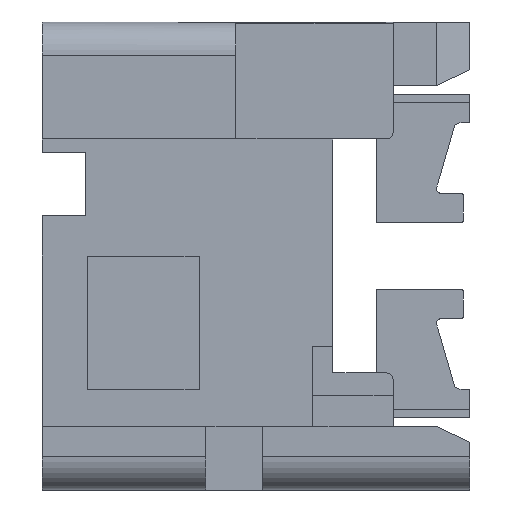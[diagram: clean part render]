
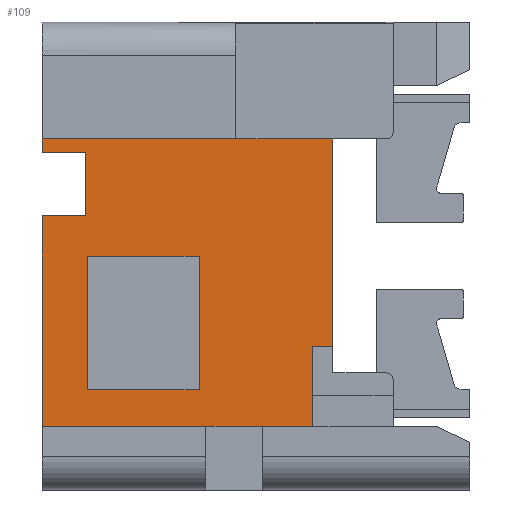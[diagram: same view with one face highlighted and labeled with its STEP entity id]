
A CAD part, left-side view. The second image highlights one B-rep face of the part: STEP entity #109.
In plain terms, the highlighted planar face has unit normal (-1, 0, 0).
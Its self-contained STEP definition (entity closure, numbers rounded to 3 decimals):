
#109=ADVANCED_FACE('',(#1847,#1848),#1979,.T.);
#1847=FACE_OUTER_BOUND('',#1849,.T.);
#1848=FACE_BOUND('',#1850,.T.);
#1849=EDGE_LOOP('',(#1851,#1852,#1853,#1854,#1855,#1856,#1857,#1858,
   #1859,#1860,#1861,#1862));
#1850=EDGE_LOOP('',(#1947,#1948,#1949,#1950));
#1851=ORIENTED_EDGE('',*,*,#1863,.F.);
#1852=ORIENTED_EDGE('',*,*,#1872,.T.);
#1853=ORIENTED_EDGE('',*,*,#1879,.F.);
#1854=ORIENTED_EDGE('',*,*,#1886,.T.);
#1855=ORIENTED_EDGE('',*,*,#1893,.T.);
#1856=ORIENTED_EDGE('',*,*,#1900,.F.);
#1857=ORIENTED_EDGE('',*,*,#1907,.F.);
#1858=ORIENTED_EDGE('',*,*,#1914,.F.);
#1859=ORIENTED_EDGE('',*,*,#1921,.F.);
#1860=ORIENTED_EDGE('',*,*,#1928,.F.);
#1861=ORIENTED_EDGE('',*,*,#1935,.T.);
#1862=ORIENTED_EDGE('',*,*,#1942,.F.);
#1863=EDGE_CURVE('',#1868,#1869,#1864,.T.);
#1864=LINE('',#1865,#1866);
#1865=CARTESIAN_POINT('',(-9.405,2.05,1.75));
#1866=VECTOR('',#1867,1.);
#1867=DIRECTION('',(0.,0.,-1.));
#1868=VERTEX_POINT('',#1870);
#1869=VERTEX_POINT('',#1871);
#1870=CARTESIAN_POINT('',(-9.405,2.05,1.75));
#1871=CARTESIAN_POINT('',(-9.405,2.05,-1.35));
#1872=EDGE_CURVE('',#1868,#1877,#1873,.T.);
#1873=LINE('',#1874,#1875);
#1874=CARTESIAN_POINT('',(-9.405,2.05,1.75));
#1875=VECTOR('',#1876,1.);
#1876=DIRECTION('',(0.,1.,0.));
#1877=VERTEX_POINT('',#1878);
#1878=CARTESIAN_POINT('',(-9.405,6.4,1.75));
#1879=EDGE_CURVE('',#1884,#1877,#1880,.T.);
#1880=LINE('',#1881,#1882);
#1881=CARTESIAN_POINT('',(-9.405,6.4,1.55));
#1882=VECTOR('',#1883,1.);
#1883=DIRECTION('',(0.,0.,1.));
#1884=VERTEX_POINT('',#1885);
#1885=CARTESIAN_POINT('',(-9.405,6.4,1.55));
#1886=EDGE_CURVE('',#1884,#1891,#1887,.T.);
#1887=LINE('',#1888,#1889);
#1888=CARTESIAN_POINT('',(-9.405,6.4,1.55));
#1889=VECTOR('',#1890,1.);
#1890=DIRECTION('',(0.,-1.,0.));
#1891=VERTEX_POINT('',#1892);
#1892=CARTESIAN_POINT('',(-9.405,5.75,1.55));
#1893=EDGE_CURVE('',#1891,#1898,#1894,.T.);
#1894=LINE('',#1895,#1896);
#1895=CARTESIAN_POINT('',(-9.405,5.75,1.55));
#1896=VECTOR('',#1897,1.);
#1897=DIRECTION('',(0.,0.,-1.));
#1898=VERTEX_POINT('',#1899);
#1899=CARTESIAN_POINT('',(-9.405,5.75,0.6));
#1900=EDGE_CURVE('',#1905,#1898,#1901,.T.);
#1901=LINE('',#1902,#1903);
#1902=CARTESIAN_POINT('',(-9.405,6.4,0.6));
#1903=VECTOR('',#1904,1.);
#1904=DIRECTION('',(0.,-1.,0.));
#1905=VERTEX_POINT('',#1906);
#1906=CARTESIAN_POINT('',(-9.405,6.4,0.6));
#1907=EDGE_CURVE('',#1912,#1905,#1908,.T.);
#1908=LINE('',#1909,#1910);
#1909=CARTESIAN_POINT('',(-9.405,6.4,-2.55));
#1910=VECTOR('',#1911,1.);
#1911=DIRECTION('',(0.,0.,1.));
#1912=VERTEX_POINT('',#1913);
#1913=CARTESIAN_POINT('',(-9.405,6.4,-2.55));
#1914=EDGE_CURVE('',#1919,#1912,#1915,.T.);
#1915=LINE('',#1916,#1917);
#1916=CARTESIAN_POINT('',(-9.405,3.95,-2.55));
#1917=VECTOR('',#1918,1.);
#1918=DIRECTION('',(0.,1.,0.));
#1919=VERTEX_POINT('',#1920);
#1920=CARTESIAN_POINT('',(-9.405,3.95,-2.55));
#1921=EDGE_CURVE('',#1926,#1919,#1922,.T.);
#1922=LINE('',#1923,#1924);
#1923=CARTESIAN_POINT('',(-9.405,3.1,-2.55));
#1924=VECTOR('',#1925,1.);
#1925=DIRECTION('',(0.,1.,0.));
#1926=VERTEX_POINT('',#1927);
#1927=CARTESIAN_POINT('',(-9.405,3.1,-2.55));
#1928=EDGE_CURVE('',#1933,#1926,#1929,.T.);
#1929=LINE('',#1930,#1931);
#1930=CARTESIAN_POINT('',(-9.405,2.35,-2.55));
#1931=VECTOR('',#1932,1.);
#1932=DIRECTION('',(0.,1.,0.));
#1933=VERTEX_POINT('',#1934);
#1934=CARTESIAN_POINT('',(-9.405,2.35,-2.55));
#1935=EDGE_CURVE('',#1933,#1940,#1936,.T.);
#1936=LINE('',#1937,#1938);
#1937=CARTESIAN_POINT('',(-9.405,2.35,-2.55));
#1938=VECTOR('',#1939,1.);
#1939=DIRECTION('',(0.,0.,1.));
#1940=VERTEX_POINT('',#1941);
#1941=CARTESIAN_POINT('',(-9.405,2.35,-1.35));
#1942=EDGE_CURVE('',#1869,#1940,#1943,.T.);
#1943=LINE('',#1944,#1945);
#1944=CARTESIAN_POINT('',(-9.405,2.05,-1.35));
#1945=VECTOR('',#1946,1.);
#1946=DIRECTION('',(0.,1.,0.));
#1947=ORIENTED_EDGE('',*,*,#1951,.F.);
#1948=ORIENTED_EDGE('',*,*,#1960,.T.);
#1949=ORIENTED_EDGE('',*,*,#1967,.F.);
#1950=ORIENTED_EDGE('',*,*,#1974,.F.);
#1951=EDGE_CURVE('',#1956,#1957,#1952,.T.);
#1952=LINE('',#1953,#1954);
#1953=CARTESIAN_POINT('',(-9.405,4.051,-2.55))
   ;
#1954=VECTOR('',#1955,1.);
#1955=DIRECTION('',(0.,0.,1.));
#1956=VERTEX_POINT('',#1958);
#1957=VERTEX_POINT('',#1959);
#1958=CARTESIAN_POINT('',(-9.405,4.051,-2.));
#1959=CARTESIAN_POINT('',(-9.405,4.051,0.));
#1960=EDGE_CURVE('',#1956,#1965,#1961,.T.);
#1961=LINE('',#1962,#1963);
#1962=CARTESIAN_POINT('',(-9.405,0.,-2.));
#1963=VECTOR('',#1964,1.);
#1964=DIRECTION('',(0.,1.,0.));
#1965=VERTEX_POINT('',#1966);
#1966=CARTESIAN_POINT('',(-9.405,5.722,-2.));
#1967=EDGE_CURVE('',#1972,#1965,#1968,.T.);
#1968=LINE('',#1969,#1970);
#1969=CARTESIAN_POINT('',(-9.405,5.722,-2.55))
   ;
#1970=VECTOR('',#1971,1.);
#1971=DIRECTION('',(0.,0.,-1.));
#1972=VERTEX_POINT('',#1973);
#1973=CARTESIAN_POINT('',(-9.405,5.722,0.));
#1974=EDGE_CURVE('',#1957,#1972,#1975,.T.);
#1975=LINE('',#1976,#1977);
#1976=CARTESIAN_POINT('',(-9.405,0.,0.));
#1977=VECTOR('',#1978,1.);
#1978=DIRECTION('',(0.,1.,0.));
#1979=PLANE('',#1980);
#1980=AXIS2_PLACEMENT_3D('',#1981,#1982,#1983);
#1981=CARTESIAN_POINT('',(-9.405,0.,-2.55));
#1982=DIRECTION('',(-1.,0.,0.));
#1983=DIRECTION('',(0.,0.,1.));
